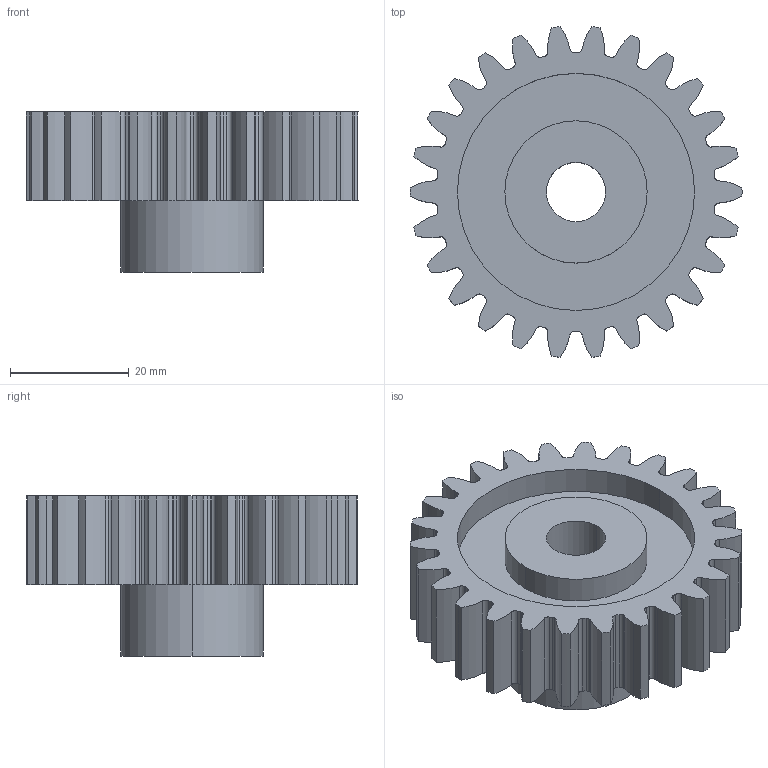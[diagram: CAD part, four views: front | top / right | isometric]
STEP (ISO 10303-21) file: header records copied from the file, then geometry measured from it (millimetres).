
FILE_DESCRIPTION (( 'STEP AP214' ), '1' );
FILE_NAME ('119-020-026.step', '2010-07-19T15:43:10', ( 'WMH Herion Antriebstechnik GmbH' ), ( 'WMH Herion Antriebstechnik GmbH' ), 'SwSTEP 2.0', 'SolidWorks 2010', '' );
FILE_SCHEMA (( 'AUTOMOTIVE_DESIGN' ));
Length unit declared in the file: millimetre
Products named in the file (1): 119-020-026
Bounding box: 56 x 55.75 x 27 mm (x, y, z)
Volume: 27527.7 mm3; surface area: 12430.9 mm2
Topology: 1 solids, 1 shells, 189 faces, 549 edges, 366 vertices
Faces by surface type: cylinder 183, plane 6
Entity records: 6507 total; most frequent: DIRECTION 1295, CARTESIAN_POINT 1105, ORIENTED_EDGE 1098, AXIS2_PLACEMENT_3D 556, EDGE_CURVE 549, CIRCLE 366, VERTEX_POINT 366, EDGE_LOOP 195
